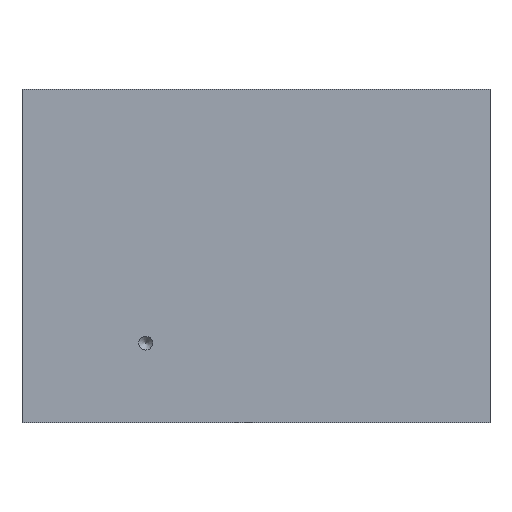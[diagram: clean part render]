
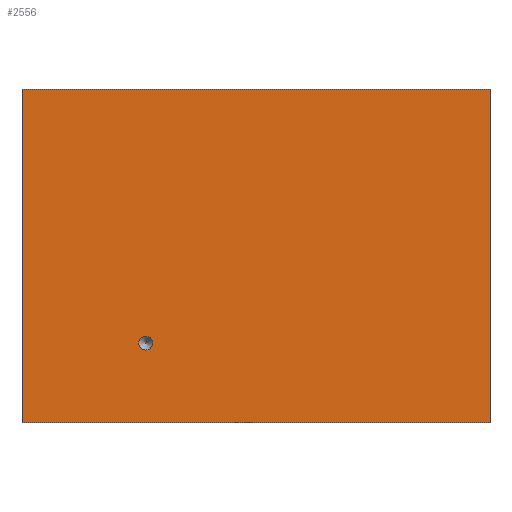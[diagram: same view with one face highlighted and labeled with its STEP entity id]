
A CAD part, left-side view. The second image highlights one B-rep face of the part: STEP entity #2556.
In plain terms, the highlighted planar face has unit normal (-1, 0, 0).
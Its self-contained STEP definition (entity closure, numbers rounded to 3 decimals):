
#72 = PLANE('',#73);
#73 = AXIS2_PLACEMENT_3D('',#74,#75,#76);
#74 = CARTESIAN_POINT('',(0.,-45.375,155.));
#75 = DIRECTION('',(0.,0.,1.));
#76 = DIRECTION('',(1.,0.,0.));
#126 = PLANE('',#127);
#127 = AXIS2_PLACEMENT_3D('',#128,#129,#130);
#128 = CARTESIAN_POINT('',(0.,-45.375,0.));
#129 = DIRECTION('',(0.,0.,1.));
#130 = DIRECTION('',(1.,0.,0.));
#407 = PLANE('',#408);
#408 = AXIS2_PLACEMENT_3D('',#409,#410,#411);
#409 = CARTESIAN_POINT('',(62.5,62.5,0.));
#410 = DIRECTION('',(0.,-1.,0.));
#411 = DIRECTION('',(-1.,0.,0.));
#512 = VERTEX_POINT('',#513);
#513 = CARTESIAN_POINT('',(-62.5,62.5,0.));
#534 = EDGE_CURVE('',#512,#535,#537,.T.);
#535 = VERTEX_POINT('',#536);
#536 = CARTESIAN_POINT('',(-62.5,-155.,0.));
#537 = SURFACE_CURVE('',#538,(#542,#549),.PCURVE_S1.);
#538 = LINE('',#539,#540);
#539 = CARTESIAN_POINT('',(-62.5,62.5,0.));
#540 = VECTOR('',#541,1.);
#541 = DIRECTION('',(0.,-1.,0.));
#542 = PCURVE('',#126,#543);
#543 = DEFINITIONAL_REPRESENTATION('',(#544),#548);
#544 = LINE('',#545,#546);
#545 = CARTESIAN_POINT('',(-62.5,107.875));
#546 = VECTOR('',#547,1.);
#547 = DIRECTION('',(0.,-1.));
#548 = ( GEOMETRIC_REPRESENTATION_CONTEXT(2) 
PARAMETRIC_REPRESENTATION_CONTEXT() REPRESENTATION_CONTEXT('2D SPACE',''
  ) );
#549 = PCURVE('',#550,#555);
#550 = PLANE('',#551);
#551 = AXIS2_PLACEMENT_3D('',#552,#553,#554);
#552 = CARTESIAN_POINT('',(-62.5,62.5,0.));
#553 = DIRECTION('',(1.,0.,0.));
#554 = DIRECTION('',(0.,-1.,0.));
#555 = DEFINITIONAL_REPRESENTATION('',(#556),#560);
#556 = LINE('',#557,#558);
#557 = CARTESIAN_POINT('',(0.,0.));
#558 = VECTOR('',#559,1.);
#559 = DIRECTION('',(1.,0.));
#560 = ( GEOMETRIC_REPRESENTATION_CONTEXT(2) 
PARAMETRIC_REPRESENTATION_CONTEXT() REPRESENTATION_CONTEXT('2D SPACE',''
  ) );
#578 = PLANE('',#579);
#579 = AXIS2_PLACEMENT_3D('',#580,#581,#582);
#580 = CARTESIAN_POINT('',(-62.5,-155.,0.));
#581 = DIRECTION('',(0.,1.,0.));
#582 = DIRECTION('',(1.,0.,0.));
#860 = VERTEX_POINT('',#861);
#861 = CARTESIAN_POINT('',(-62.5,62.5,155.));
#882 = EDGE_CURVE('',#860,#883,#885,.T.);
#883 = VERTEX_POINT('',#884);
#884 = CARTESIAN_POINT('',(-62.5,-155.,155.));
#885 = SURFACE_CURVE('',#886,(#890,#897),.PCURVE_S1.);
#886 = LINE('',#887,#888);
#887 = CARTESIAN_POINT('',(-62.5,62.5,155.));
#888 = VECTOR('',#889,1.);
#889 = DIRECTION('',(0.,-1.,0.));
#890 = PCURVE('',#72,#891);
#891 = DEFINITIONAL_REPRESENTATION('',(#892),#896);
#892 = LINE('',#893,#894);
#893 = CARTESIAN_POINT('',(-62.5,107.875));
#894 = VECTOR('',#895,1.);
#895 = DIRECTION('',(0.,-1.));
#896 = ( GEOMETRIC_REPRESENTATION_CONTEXT(2) 
PARAMETRIC_REPRESENTATION_CONTEXT() REPRESENTATION_CONTEXT('2D SPACE',''
  ) );
#897 = PCURVE('',#550,#898);
#898 = DEFINITIONAL_REPRESENTATION('',(#899),#903);
#899 = LINE('',#900,#901);
#900 = CARTESIAN_POINT('',(0.,-155.));
#901 = VECTOR('',#902,1.);
#902 = DIRECTION('',(1.,0.));
#903 = ( GEOMETRIC_REPRESENTATION_CONTEXT(2) 
PARAMETRIC_REPRESENTATION_CONTEXT() REPRESENTATION_CONTEXT('2D SPACE',''
  ) );
#1984 = EDGE_CURVE('',#512,#860,#1985,.T.);
#1985 = SURFACE_CURVE('',#1986,(#1990,#1997),.PCURVE_S1.);
#1986 = LINE('',#1987,#1988);
#1987 = CARTESIAN_POINT('',(-62.5,62.5,0.));
#1988 = VECTOR('',#1989,1.);
#1989 = DIRECTION('',(0.,0.,1.));
#1990 = PCURVE('',#407,#1991);
#1991 = DEFINITIONAL_REPRESENTATION('',(#1992),#1996);
#1992 = LINE('',#1993,#1994);
#1993 = CARTESIAN_POINT('',(125.,0.));
#1994 = VECTOR('',#1995,1.);
#1995 = DIRECTION('',(0.,-1.));
#1996 = ( GEOMETRIC_REPRESENTATION_CONTEXT(2) 
PARAMETRIC_REPRESENTATION_CONTEXT() REPRESENTATION_CONTEXT('2D SPACE',''
  ) );
#1997 = PCURVE('',#550,#1998);
#1998 = DEFINITIONAL_REPRESENTATION('',(#1999),#2003);
#1999 = LINE('',#2000,#2001);
#2000 = CARTESIAN_POINT('',(0.,0.));
#2001 = VECTOR('',#2002,1.);
#2002 = DIRECTION('',(0.,-1.));
#2003 = ( GEOMETRIC_REPRESENTATION_CONTEXT(2) 
PARAMETRIC_REPRESENTATION_CONTEXT() REPRESENTATION_CONTEXT('2D SPACE',''
  ) );
#2447 = EDGE_CURVE('',#535,#883,#2448,.T.);
#2448 = SURFACE_CURVE('',#2449,(#2453,#2460),.PCURVE_S1.);
#2449 = LINE('',#2450,#2451);
#2450 = CARTESIAN_POINT('',(-62.5,-155.,0.));
#2451 = VECTOR('',#2452,1.);
#2452 = DIRECTION('',(0.,0.,1.));
#2453 = PCURVE('',#578,#2454);
#2454 = DEFINITIONAL_REPRESENTATION('',(#2455),#2459);
#2455 = LINE('',#2456,#2457);
#2456 = CARTESIAN_POINT('',(0.,0.));
#2457 = VECTOR('',#2458,1.);
#2458 = DIRECTION('',(0.,-1.));
#2459 = ( GEOMETRIC_REPRESENTATION_CONTEXT(2) 
PARAMETRIC_REPRESENTATION_CONTEXT() REPRESENTATION_CONTEXT('2D SPACE',''
  ) );
#2460 = PCURVE('',#550,#2461);
#2461 = DEFINITIONAL_REPRESENTATION('',(#2462),#2466);
#2462 = LINE('',#2463,#2464);
#2463 = CARTESIAN_POINT('',(217.5,0.));
#2464 = VECTOR('',#2465,1.);
#2465 = DIRECTION('',(0.,-1.));
#2466 = ( GEOMETRIC_REPRESENTATION_CONTEXT(2) 
PARAMETRIC_REPRESENTATION_CONTEXT() REPRESENTATION_CONTEXT('2D SPACE',''
  ) );
#2556 = ADVANCED_FACE('',(#2557,#2563),#550,.F.);
#2557 = FACE_BOUND('',#2558,.F.);
#2558 = EDGE_LOOP('',(#2559,#2560,#2561,#2562));
#2559 = ORIENTED_EDGE('',*,*,#1984,.T.);
#2560 = ORIENTED_EDGE('',*,*,#882,.T.);
#2561 = ORIENTED_EDGE('',*,*,#2447,.F.);
#2562 = ORIENTED_EDGE('',*,*,#534,.F.);
#2563 = FACE_BOUND('',#2564,.F.);
#2564 = EDGE_LOOP('',(#2565));
#2565 = ORIENTED_EDGE('',*,*,#2566,.T.);
#2566 = EDGE_CURVE('',#2567,#2567,#2569,.T.);
#2567 = VERTEX_POINT('',#2568);
#2568 = CARTESIAN_POINT('',(-62.5,5.,40.2));
#2569 = SURFACE_CURVE('',#2570,(#2575,#2586),.PCURVE_S1.);
#2570 = CIRCLE('',#2571,3.2);
#2571 = AXIS2_PLACEMENT_3D('',#2572,#2573,#2574);
#2572 = CARTESIAN_POINT('',(-62.5,5.,37.));
#2573 = DIRECTION('',(-1.,0.,0.));
#2574 = DIRECTION('',(0.,0.,1.));
#2575 = PCURVE('',#550,#2576);
#2576 = DEFINITIONAL_REPRESENTATION('',(#2577),#2585);
#2577 = ( BOUNDED_CURVE() B_SPLINE_CURVE(2,(#2578,#2579,#2580,#2581,
#2582,#2583,#2584),.UNSPECIFIED.,.T.,.F.) B_SPLINE_CURVE_WITH_KNOTS((1,2
    ,2,2,2,1),(-2.094,0.,2.094,4.189,
6.283,8.378),.UNSPECIFIED.) CURVE() 
GEOMETRIC_REPRESENTATION_ITEM() RATIONAL_B_SPLINE_CURVE((1.,0.5,1.,0.5,
1.,0.5,1.)) REPRESENTATION_ITEM('') );
#2578 = CARTESIAN_POINT('',(57.5,-40.2));
#2579 = CARTESIAN_POINT('',(51.957,-40.2));
#2580 = CARTESIAN_POINT('',(54.729,-35.4));
#2581 = CARTESIAN_POINT('',(57.5,-30.6));
#2582 = CARTESIAN_POINT('',(60.271,-35.4));
#2583 = CARTESIAN_POINT('',(63.043,-40.2));
#2584 = CARTESIAN_POINT('',(57.5,-40.2));
#2585 = ( GEOMETRIC_REPRESENTATION_CONTEXT(2) 
PARAMETRIC_REPRESENTATION_CONTEXT() REPRESENTATION_CONTEXT('2D SPACE',''
  ) );
#2586 = PCURVE('',#2587,#2592);
#2587 = CYLINDRICAL_SURFACE('',#2588,3.2);
#2588 = AXIS2_PLACEMENT_3D('',#2589,#2590,#2591);
#2589 = CARTESIAN_POINT('',(-62.5,5.,37.));
#2590 = DIRECTION('',(1.,0.,0.));
#2591 = DIRECTION('',(0.,0.,1.));
#2592 = DEFINITIONAL_REPRESENTATION('',(#2593),#2597);
#2593 = LINE('',#2594,#2595);
#2594 = CARTESIAN_POINT('',(-0.,0.));
#2595 = VECTOR('',#2596,1.);
#2596 = DIRECTION('',(-1.,0.));
#2597 = ( GEOMETRIC_REPRESENTATION_CONTEXT(2) 
PARAMETRIC_REPRESENTATION_CONTEXT() REPRESENTATION_CONTEXT('2D SPACE',''
  ) );
